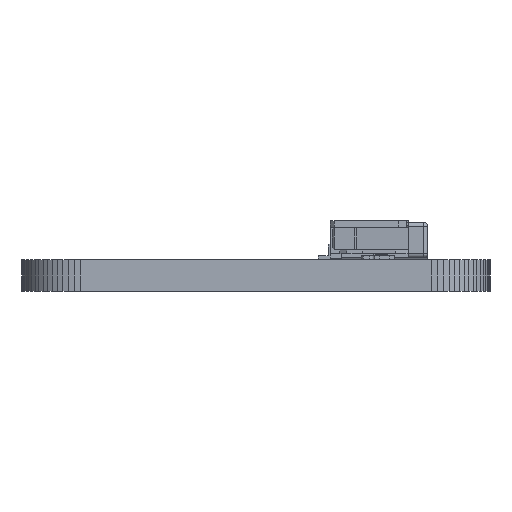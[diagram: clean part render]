
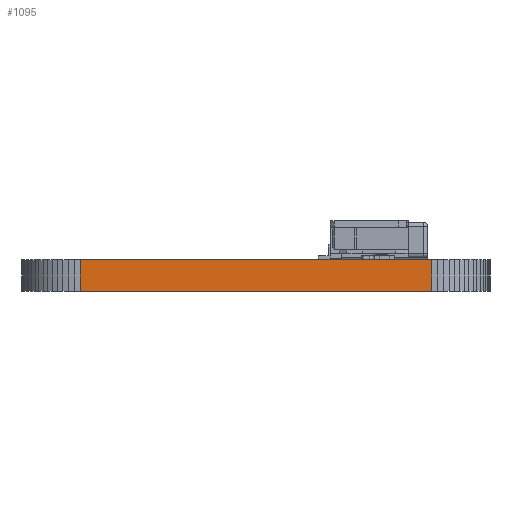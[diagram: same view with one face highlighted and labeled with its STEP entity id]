
A CAD part, left-side view. The second image highlights one B-rep face of the part: STEP entity #1095.
In plain terms, the highlighted planar face has unit normal (-1, 0, 0).
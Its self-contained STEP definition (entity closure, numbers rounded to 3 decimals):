
#1039 = VERTEX_POINT('',#1040);
#1040 = CARTESIAN_POINT('',(-27.,12.5,0.82));
#1046 = EDGE_CURVE('',#1047,#1039,#1049,.T.);
#1047 = VERTEX_POINT('',#1048);
#1048 = CARTESIAN_POINT('',(-27.,12.5,-0.82));
#1049 = LINE('',#1050,#1051);
#1050 = CARTESIAN_POINT('',(-27.,12.5,-0.82));
#1051 = VECTOR('',#1052,1.);
#1052 = DIRECTION('',(0.,0.,1.));
#1095 = ADVANCED_FACE('',(#1096),#1121,.F.);
#1096 = FACE_BOUND('',#1097,.F.);
#1097 = EDGE_LOOP('',(#1098,#1099,#1107,#1115));
#1098 = ORIENTED_EDGE('',*,*,#1046,.T.);
#1099 = ORIENTED_EDGE('',*,*,#1100,.T.);
#1100 = EDGE_CURVE('',#1039,#1101,#1103,.T.);
#1101 = VERTEX_POINT('',#1102);
#1102 = CARTESIAN_POINT('',(-27.,-5.5,0.82));
#1103 = LINE('',#1104,#1105);
#1104 = CARTESIAN_POINT('',(-27.,12.5,0.82));
#1105 = VECTOR('',#1106,1.);
#1106 = DIRECTION('',(0.,-1.,0.));
#1107 = ORIENTED_EDGE('',*,*,#1108,.F.);
#1108 = EDGE_CURVE('',#1109,#1101,#1111,.T.);
#1109 = VERTEX_POINT('',#1110);
#1110 = CARTESIAN_POINT('',(-27.,-5.5,-0.82));
#1111 = LINE('',#1112,#1113);
#1112 = CARTESIAN_POINT('',(-27.,-5.5,-0.82));
#1113 = VECTOR('',#1114,1.);
#1114 = DIRECTION('',(0.,0.,1.));
#1115 = ORIENTED_EDGE('',*,*,#1116,.F.);
#1116 = EDGE_CURVE('',#1047,#1109,#1117,.T.);
#1117 = LINE('',#1118,#1119);
#1118 = CARTESIAN_POINT('',(-27.,12.5,-0.82));
#1119 = VECTOR('',#1120,1.);
#1120 = DIRECTION('',(0.,-1.,0.));
#1121 = PLANE('',#1122);
#1122 = AXIS2_PLACEMENT_3D('',#1123,#1124,#1125);
#1123 = CARTESIAN_POINT('',(-27.,12.5,-0.82));
#1124 = DIRECTION('',(1.,0.,0.));
#1125 = DIRECTION('',(0.,-1.,0.));
